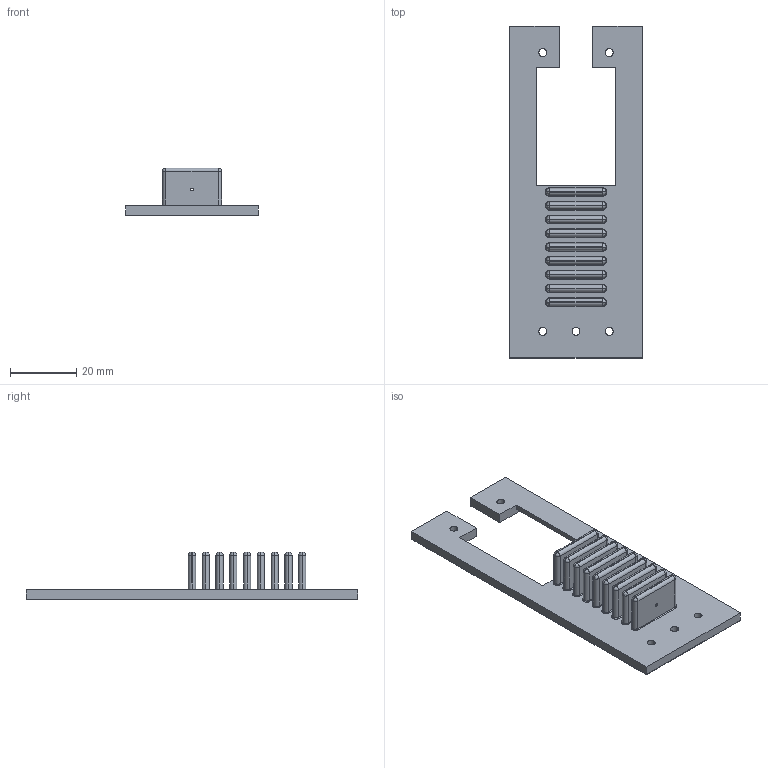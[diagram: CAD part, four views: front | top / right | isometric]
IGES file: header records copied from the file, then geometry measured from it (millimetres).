
Start section: SolidWorks IGES file using analytic representation for surfaces
Global section: file name: SB_B3R1_D0,8_H2p2.IGS; native system: SolidWorks 2020; preprocessor: SolidWorks 2020; author: ngoc-lan.lussan; date: 210505.142943; units: millimetre
Bounding box: 40 x 100 x 14.4 mm (x, y, z)
Surface area: 11500.2 mm2 (no closed solid volume)
Topology: 0 solids, 0 shells, 258 faces, 2855 edges, 2855 vertices
Faces by surface type: bspline 134, revolution 124
